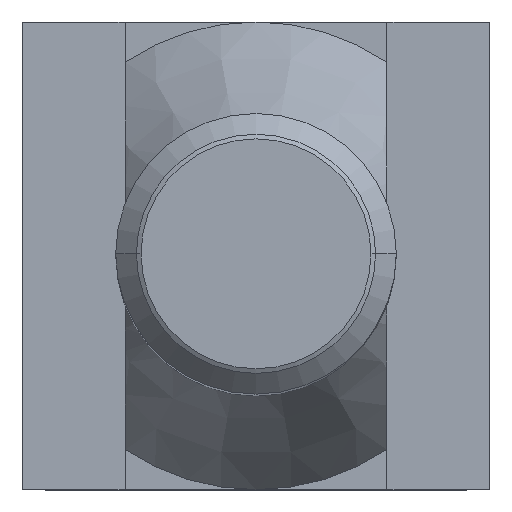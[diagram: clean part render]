
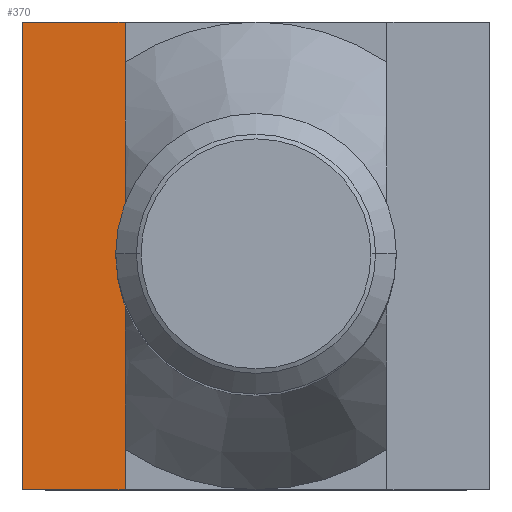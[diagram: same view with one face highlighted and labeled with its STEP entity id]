
A CAD part, top view. The second image highlights one B-rep face of the part: STEP entity #370.
In plain terms, the highlighted planar face has unit normal (0, 0, 1).
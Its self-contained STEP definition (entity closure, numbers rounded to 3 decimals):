
#178=VERTEX_POINT('',#437);
#192=VERTEX_POINT('',#452);
#196=VERTEX_POINT('',#457);
#266=VERTEX_POINT('',#533);
#268=EDGE_CURVE('',#196,#192,#535,.T.);
#310=EDGE_CURVE('',#266,#192,#585,.T.);
#318=EDGE_CURVE('',#196,#178,#594,.T.);
#324=EDGE_CURVE('',#178,#266,#601,.T.);
#370=ADVANCED_FACE('',(#650),#651,.T.);
#437=CARTESIAN_POINT('',(-5.0,5.,0.));
#452=CARTESIAN_POINT('',(-2.8,-5.,0.));
#457=CARTESIAN_POINT('',(-2.8,5.,0.));
#533=CARTESIAN_POINT('',(-5.0,-5.,0.));
#535=LINE('',#882,#883);
#585=LINE('',#947,#948);
#594=LINE('',#959,#960);
#601=LINE('',#970,#971);
#650=FACE_OUTER_BOUND('',#1049,.T.);
#651=PLANE('',#1050);
#882=CARTESIAN_POINT('',(-2.8,0.,0.));
#883=VECTOR('',#1213,1.0);
#947=CARTESIAN_POINT('',(-2.8,-5.,0.));
#948=VECTOR('',#1290,1.0);
#959=CARTESIAN_POINT('',(-2.8,5.,0.));
#960=VECTOR('',#1303,1.0);
#970=CARTESIAN_POINT('',(-5.0,0.,0.));
#971=VECTOR('',#1312,1.0);
#1049=EDGE_LOOP('',(#1353,#1354,#1355,#1356));
#1050=AXIS2_PLACEMENT_3D('',#1357,#1358,#1359);
#1213=DIRECTION('',(0.0,-1.0,0.));
#1290=DIRECTION('',(1.0,0.0,0.0));
#1303=DIRECTION('',(-1.0,0.0,0.0));
#1312=DIRECTION('',(0.0,-1.0,0.));
#1353=ORIENTED_EDGE('',*,*,#310,.T.);
#1354=ORIENTED_EDGE('',*,*,#268,.F.);
#1355=ORIENTED_EDGE('',*,*,#318,.T.);
#1356=ORIENTED_EDGE('',*,*,#324,.T.);
#1357=CARTESIAN_POINT('',(-5.0,0.,0.));
#1358=DIRECTION('',(0.0,0.,1.0));
#1359=DIRECTION('',(0.0,-1.0,0.));
